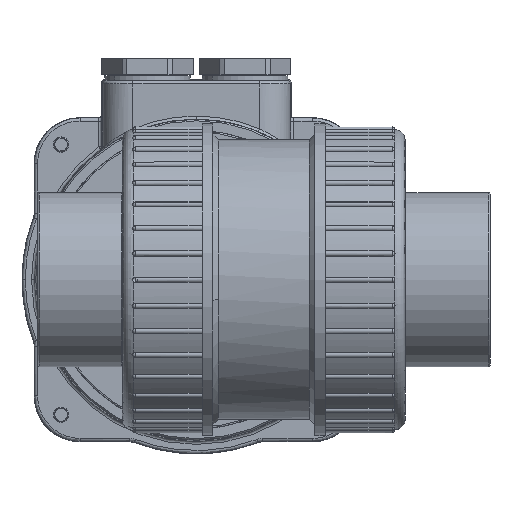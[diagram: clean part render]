
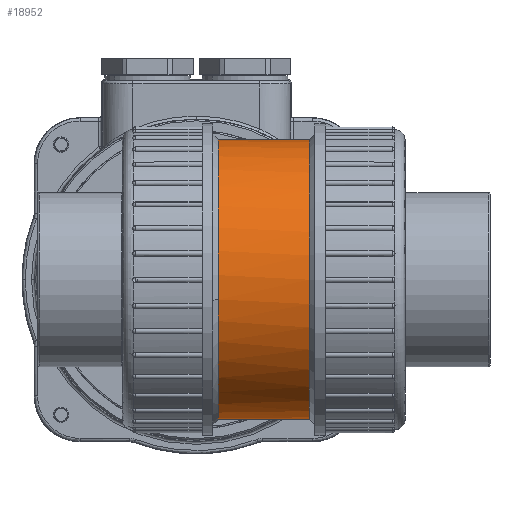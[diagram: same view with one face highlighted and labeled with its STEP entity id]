
A CAD part, front view. The second image highlights one B-rep face of the part: STEP entity #18952.
In plain terms, the highlighted cylindrical face has radius 45.75 mm (diameter 91.5 mm), a partial arc.
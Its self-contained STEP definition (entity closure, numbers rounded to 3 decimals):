
#864 = ORIENTED_EDGE ( 'NONE', *, *, #42804, .F. ) ;
#2801 = CARTESIAN_POINT ( 'NONE',  ( 14.9, 0., 0. ) ) ;
#3910 = ORIENTED_EDGE ( 'NONE', *, *, #22136, .F. ) ;
#4309 = CIRCLE ( 'NONE', #33613, 45.75 ) ;
#5089 = CARTESIAN_POINT ( 'NONE',  ( -11.367, 44.251, 11.619 ) ) ;
#5924 = CARTESIAN_POINT ( 'NONE',  ( 7.24, 43.374, 14.553 ) ) ;
#8557 = CARTESIAN_POINT ( 'NONE',  ( -14.9, 0., 0. ) ) ;
#8639 = ORIENTED_EDGE ( 'NONE', *, *, #74048, .F. ) ;
#11924 = CARTESIAN_POINT ( 'NONE',  ( -7.596, 43.431, 14.387 ) ) ;
#12062 = EDGE_CURVE ( 'NONE', #35806, #36232, #79381, .T. ) ;
#12205 = CARTESIAN_POINT ( 'NONE',  ( -3.162, 42.882, 15.944 ) ) ;
#12487 = CARTESIAN_POINT ( 'NONE',  ( 7.593, 43.434, 14.372 ) ) ;
#13588 = CARTESIAN_POINT ( 'NONE',  ( 14.57, 45.18, 7.206 ) ) ;
#17167 = AXIS2_PLACEMENT_3D ( 'NONE', #8557, #73667, #41194 ) ;
#18188 = CARTESIAN_POINT ( 'NONE',  ( -9.596, 43.826, 13.137 ) ) ;
#18952 = ADVANCED_FACE ( 'NONE', ( #37097 ), #83016, .T. ) ;
#19024 = CARTESIAN_POINT ( 'NONE',  ( -3.935, 42.946, 15.771 ) ) ;
#19301 = CARTESIAN_POINT ( 'NONE',  ( 14.205, 45.064, 7.902 ) ) ;
#19856 = CARTESIAN_POINT ( 'NONE',  ( 14.01, 45.003, 8.242 ) ) ;
#20876 = VERTEX_POINT ( 'NONE', #52924 ) ;
#21697 = LINE ( 'NONE', #42825, #51454 ) ;
#22136 = EDGE_CURVE ( 'NONE', #20876, #28251, #46584, .T. ) ;
#23044 = CARTESIAN_POINT ( 'NONE',  ( 14.9, 0., 0. ) ) ;
#24222 = CARTESIAN_POINT ( 'NONE',  ( 8.615, 43.625, 13.784 ) ) ;
#25092 = CARTESIAN_POINT ( 'NONE',  ( -0.796, 42.767, 16.25 ) ) ;
#25352 = CARTESIAN_POINT ( 'NONE',  ( 2.756, 42.854, 16.02 ) ) ;
#25876 = CARTESIAN_POINT ( 'NONE',  ( 14.9, 45.288, 6.485 ) ) ;
#28079 = CARTESIAN_POINT ( 'NONE',  ( 74., 0., 0. ) ) ;
#28251 = VERTEX_POINT ( 'NONE', #57878 ) ;
#29570 = VERTEX_POINT ( 'NONE', #55875 ) ;
#31149 = CARTESIAN_POINT ( 'NONE',  ( -13.442, 44.819, 9.264 ) ) ;
#31423 = CARTESIAN_POINT ( 'NONE',  ( -4.316, 42.982, 15.671 ) ) ;
#31990 = CARTESIAN_POINT ( 'NONE',  ( 3.923, 42.945, 15.774 ) ) ;
#33613 = AXIS2_PLACEMENT_3D ( 'NONE', #64304, #38825, #57496 ) ;
#34294 = ORIENTED_EDGE ( 'NONE', *, *, #12062, .F. ) ;
#35020 = VERTEX_POINT ( 'NONE', #42740 ) ;
#35806 = VERTEX_POINT ( 'NONE', #67047 ) ;
#36004 = DIRECTION ( 'NONE',  ( 0., 0., -1. ) ) ;
#36232 = VERTEX_POINT ( 'NONE', #25876 ) ;
#37097 = FACE_OUTER_BOUND ( 'NONE', #69229, .T. ) ;
#38521 = CARTESIAN_POINT ( 'NONE',  ( 4.305, 42.981, 15.674 ) ) ;
#38825 = DIRECTION ( 'NONE',  ( 1., 0., 0. ) ) ;
#39086 = CARTESIAN_POINT ( 'NONE',  ( 10.211, 43.965, 12.666 ) ) ;
#39649 = CARTESIAN_POINT ( 'NONE',  ( 11.378, 44.251, 11.628 ) ) ;
#39936 = CARTESIAN_POINT ( 'NONE',  ( 14.742, 45.236, 6.848 ) ) ;
#41194 = DIRECTION ( 'NONE',  ( 0., 0., -1. ) ) ;
#42740 = CARTESIAN_POINT ( 'NONE',  ( -14.9, -45.288, -6.485 ) ) ;
#42804 = EDGE_CURVE ( 'NONE', #28251, #29570, #21697, .T. ) ;
#42824 = DIRECTION ( 'NONE',  ( 1., 0., 0. ) ) ;
#42825 = CARTESIAN_POINT ( 'NONE',  ( 14.9, 0., -45.75 ) ) ;
#43853 = AXIS2_PLACEMENT_3D ( 'NONE', #2801, #61764, #36004 ) ;
#45170 = CARTESIAN_POINT ( 'NONE',  ( 6.169, 43.204, 15.054 ) ) ;
#46584 = CIRCLE ( 'NONE', #43853, 45.75 ) ;
#48072 = AXIS2_PLACEMENT_3D ( 'NONE', #23044, #42824, #55436 ) ;
#50909 = CARTESIAN_POINT ( 'NONE',  ( -10.213, 43.966, 12.664 ) ) ;
#51187 = CARTESIAN_POINT ( 'NONE',  ( -12.178, 44.466, 10.766 ) ) ;
#51454 = VECTOR ( 'NONE', #61728, 1000. ) ;
#51467 = CARTESIAN_POINT ( 'NONE',  ( -5.443, 43.105, 15.331 ) ) ;
#51728 = CARTESIAN_POINT ( 'NONE',  ( -14.9, 45.288, 6.485 ) ) ;
#52273 = CARTESIAN_POINT ( 'NONE',  ( 11.93, 44.397, 11.061 ) ) ;
#52343 = AXIS2_PLACEMENT_3D ( 'NONE', #28079, #73720, #80853 ) ;
#52924 = CARTESIAN_POINT ( 'NONE',  ( 14.9, 0., 45.75 ) ) ;
#54311 = ORIENTED_EDGE ( 'NONE', *, *, #59055, .T. ) ;
#55436 = DIRECTION ( 'NONE',  ( 0., 0., -1. ) ) ;
#55875 = CARTESIAN_POINT ( 'NONE',  ( -14.9, 0., -45.75 ) ) ;
#57496 = DIRECTION ( 'NONE',  ( 0., 0., -1. ) ) ;
#57750 = CARTESIAN_POINT ( 'NONE',  ( -1.585, 42.789, 16.192 ) ) ;
#57878 = CARTESIAN_POINT ( 'NONE',  ( 14.9, 0., -45.75 ) ) ;
#58312 = CARTESIAN_POINT ( 'NONE',  ( 8.281, 43.56, 13.987 ) ) ;
#59055 = EDGE_CURVE ( 'NONE', #35020, #29570, #4309, .T. ) ;
#59147 = CARTESIAN_POINT ( 'NONE',  ( 14.9, 45.288, 6.485 ) ) ;
#60049 = EDGE_CURVE ( 'NONE', #35806, #35020, #71639, .T. ) ;
#61728 = DIRECTION ( 'NONE',  ( -1., 0., 0. ) ) ;
#61764 = DIRECTION ( 'NONE',  ( 1., 0., 0. ) ) ;
#63737 = CARTESIAN_POINT ( 'NONE',  ( -14.267, 45.08, 7.94 ) ) ;
#64007 = CARTESIAN_POINT ( 'NONE',  ( -8.29, 43.558, 13.998 ) ) ;
#64275 = CARTESIAN_POINT ( 'NONE',  ( -6.174, 43.205, 15.052 ) ) ;
#64304 = CARTESIAN_POINT ( 'NONE',  ( -14.9, 0., 0. ) ) ;
#64553 = CARTESIAN_POINT ( 'NONE',  ( 1.572, 42.788, 16.193 ) ) ;
#67047 = CARTESIAN_POINT ( 'NONE',  ( -14.9, 45.288, 6.485 ) ) ;
#69229 = EDGE_LOOP ( 'NONE', ( #34294, #70560, #54311, #864, #3910, #8639 ) ) ;
#69944 = CARTESIAN_POINT ( 'NONE',  ( 9.593, 43.825, 13.139 ) ) ;
#70560 = ORIENTED_EDGE ( 'NONE', *, *, #60049, .T. ) ;
#70796 = CARTESIAN_POINT ( 'NONE',  ( 0.783, 42.767, 16.25 ) ) ;
#71072 = CARTESIAN_POINT ( 'NONE',  ( 3.15, 42.881, 15.947 ) ) ;
#71584 = CIRCLE ( 'NONE', #48072, 45.75 ) ;
#71639 = CIRCLE ( 'NONE', #17167, 45.75 ) ;
#73667 = DIRECTION ( 'NONE',  ( 1., 0., 0. ) ) ;
#73720 = DIRECTION ( 'NONE',  ( -1., 0., 0. ) ) ;
#74048 = EDGE_CURVE ( 'NONE', #36232, #20876, #71584, .T. ) ;
#76503 = CARTESIAN_POINT ( 'NONE',  ( -11.085, 44.179, 11.888 ) ) ;
#77072 = CARTESIAN_POINT ( 'NONE',  ( -2.768, 42.855, 16.017 ) ) ;
#78719 = CARTESIAN_POINT ( 'NONE',  ( 12.936, 44.678, 9.865 ) ) ;
#79001 = CARTESIAN_POINT ( 'NONE',  ( 13.393, 44.813, 9.236 ) ) ;
#79381 = B_SPLINE_CURVE_WITH_KNOTS ( 'NONE', 3,
 ( #51728, #63737, #31149, #51187, #83316, #5089, #76503, #50909, #18188, #64007, #11924, #64275, #51467, #31423, #19024, #12205, #77072, #57750, #25092, #70796, #64553, #25352, #71072, #31990, #38521, #84155, #45170, #5924, #12487, #58312, #24222, #69944, #39086, #39649, #52273, #78719, #79001, #19856, #19301, #13588, #39936, #59147 ),
 .UNSPECIFIED., .F., .F.,
 ( 4, 2, 2, 2, 2, 2, 2, 2, 2, 2, 2, 2, 2, 2, 2, 2, 2, 2, 2, 2, 4 ),
 ( 0.032, 0.037, 0.038, 0.039, 0.042, 0.044, 0.046, 0.048, 0.049, 0.051, 0.054, 0.055, 0.056, 0.058, 0.06, 0.061, 0.063, 0.065, 0.068, 0.069, 0.07 ),
 .UNSPECIFIED. ) ;
#80853 = DIRECTION ( 'NONE',  ( 0., 0., -1. ) ) ;
#83016 = CYLINDRICAL_SURFACE ( 'NONE', #52343, 45.75 ) ;
#83316 = CARTESIAN_POINT ( 'NONE',  ( -11.913, 44.394, 11.059 ) ) ;
#84155 = CARTESIAN_POINT ( 'NONE',  ( 5.435, 43.104, 15.334 ) ) ;
